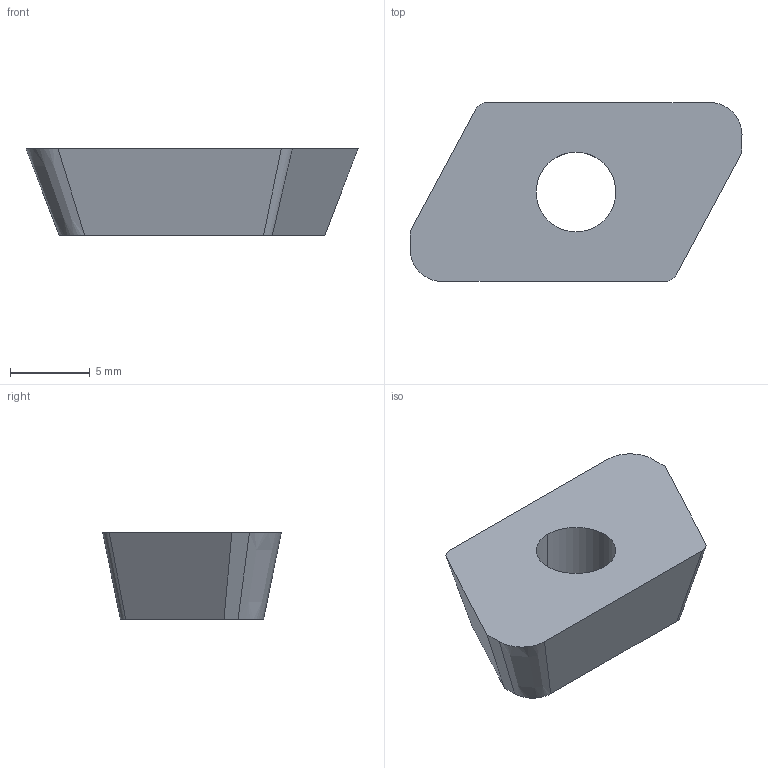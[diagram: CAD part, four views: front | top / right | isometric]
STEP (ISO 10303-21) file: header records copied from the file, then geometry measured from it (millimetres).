
FILE_DESCRIPTION(/* description */ ('Alibre Inc.'),/* implementation_level */ '2;1');
FILE_NAME(/* name */ 'export-B941586E-1B7B-43B6-B3E6-EDEEDEEE554B',/* time_stamp */ '2024-08-15T13:54:19+02:00',/* author */ (''),/* organization */ (''),/* preprocessor_version */ 'ST-DEVELOPER v17',/* originating_system */ 'Alibre',/* authorisation */ '');
FILE_SCHEMA (('AUTOMOTIVE_DESIGN'));
Length unit declared in the file: millimetre
Products named in the file (1): XEVT 160520R-AL
Bounding box: 20.8 x 11.2 x 5.4 mm (x, y, z)
Volume: 755.1 mm3; surface area: 646.9 mm2
Topology: 1 solids, 1 shells, 14 faces, 36 edges, 24 vertices
Faces by surface type: plane 8, bspline 4, cylinder 2
Entity records: 586 total; most frequent: CARTESIAN_POINT 263, ORIENTED_EDGE 72, DIRECTION 39, EDGE_CURVE 36, VERTEX_POINT 24, VECTOR 19, LINE 19, EDGE_LOOP 16
